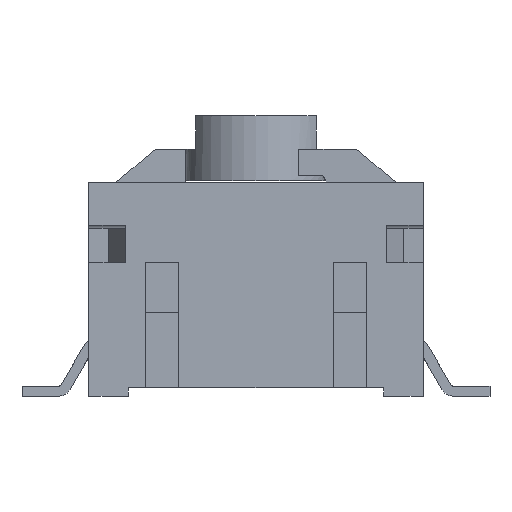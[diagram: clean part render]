
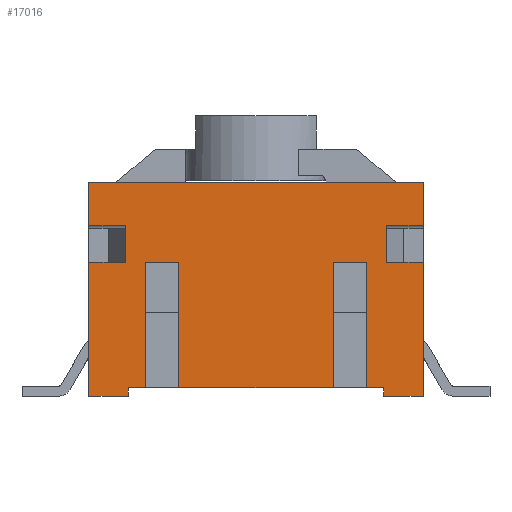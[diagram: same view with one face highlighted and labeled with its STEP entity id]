
A CAD part, front view. The second image highlights one B-rep face of the part: STEP entity #17016.
In plain terms, the highlighted planar face has unit normal (0, -1, 0).
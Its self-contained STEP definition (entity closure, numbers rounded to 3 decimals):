
#2816=CARTESIAN_POINT('',(-5.,-5.,4.));
#2817=VERTEX_POINT('',#2816);
#2824=CARTESIAN_POINT('',(-3.912,-5.,4.));
#2825=VERTEX_POINT('',#2824);
#2826=CARTESIAN_POINT('',(-3.912,-5.,4.));
#2827=DIRECTION('',(-1.0,0.0,0.0));
#2828=VECTOR('',#2827,1.088);
#2829=LINE('',#2826,#2828);
#2830=EDGE_CURVE('',#2825,#2817,#2829,.T.);
#5929=CARTESIAN_POINT('',(-2.31,-5.,4.));
#5930=VERTEX_POINT('',#5929);
#5937=CARTESIAN_POINT('',(-3.31,-5.,4.));
#5938=VERTEX_POINT('',#5937);
#5939=CARTESIAN_POINT('',(-3.31,-5.,4.));
#5940=DIRECTION('',(1.0,0.0,0.0));
#5941=VECTOR('',#5940,1.);
#5942=LINE('',#5939,#5941);
#5943=EDGE_CURVE('',#5938,#5930,#5942,.T.);
#6009=CARTESIAN_POINT('',(3.31,-5.,4.));
#6010=VERTEX_POINT('',#6009);
#6017=CARTESIAN_POINT('',(2.31,-5.,4.));
#6018=VERTEX_POINT('',#6017);
#6019=CARTESIAN_POINT('',(2.31,-5.,4.));
#6020=DIRECTION('',(1.0,0.0,0.0));
#6021=VECTOR('',#6020,1.);
#6022=LINE('',#6019,#6021);
#6023=EDGE_CURVE('',#6018,#6010,#6022,.T.);
#9288=CARTESIAN_POINT('',(-3.912,-5.,5.116));
#9289=VERTEX_POINT('',#9288);
#9297=CARTESIAN_POINT('',(-5.,-5.,5.116));
#9298=VERTEX_POINT('',#9297);
#9299=CARTESIAN_POINT('',(-3.912,-5.,5.116));
#9300=DIRECTION('',(-1.0,0.0,0.0));
#9301=VECTOR('',#9300,1.088);
#9302=LINE('',#9299,#9301);
#9303=EDGE_CURVE('',#9289,#9298,#9302,.T.);
#9373=CARTESIAN_POINT('',(5.,-5.,5.116));
#9374=VERTEX_POINT('',#9373);
#9375=CARTESIAN_POINT('',(3.912,-5.,5.116));
#9376=VERTEX_POINT('',#9375);
#9377=CARTESIAN_POINT('',(5.,-5.,5.116));
#9378=DIRECTION('',(-1.0,0.0,0.0));
#9379=VECTOR('',#9378,1.088);
#9380=LINE('',#9377,#9379);
#9381=EDGE_CURVE('',#9374,#9376,#9380,.T.);
#9532=CARTESIAN_POINT('',(3.912,-5.,4.));
#9533=VERTEX_POINT('',#9532);
#9534=CARTESIAN_POINT('',(3.912,-5.,4.));
#9535=DIRECTION('',(0.0,0.0,1.0));
#9536=VECTOR('',#9535,1.116);
#9537=LINE('',#9534,#9536);
#9538=EDGE_CURVE('',#9533,#9376,#9537,.T.);
#9554=CARTESIAN_POINT('',(-3.912,-5.,4.));
#9555=DIRECTION('',(0.0,0.0,1.0));
#9556=VECTOR('',#9555,1.116);
#9557=LINE('',#9554,#9556);
#9558=EDGE_CURVE('',#2825,#9289,#9557,.T.);
#9779=CARTESIAN_POINT('',(-5.,-5.,6.385));
#9780=VERTEX_POINT('',#9779);
#9781=CARTESIAN_POINT('',(-5.,-5.,6.385));
#9782=DIRECTION('',(0.0,0.0,-1.0));
#9783=VECTOR('',#9782,1.269);
#9784=LINE('',#9781,#9783);
#9785=EDGE_CURVE('',#9780,#9298,#9784,.T.);
#9877=CARTESIAN_POINT('',(5.0,-5.,6.385));
#9878=VERTEX_POINT('',#9877);
#9885=CARTESIAN_POINT('',(5.,-5.,5.116));
#9886=DIRECTION('',(0.0,0.0,1.0));
#9887=VECTOR('',#9886,1.269);
#9888=LINE('',#9885,#9887);
#9889=EDGE_CURVE('',#9374,#9878,#9888,.T.);
#10199=CARTESIAN_POINT('',(-5.,-5.,6.385));
#10200=DIRECTION('',(1.0,0.0,0.0));
#10201=VECTOR('',#10200,10.);
#10202=LINE('',#10199,#10201);
#10203=EDGE_CURVE('',#9780,#9878,#10202,.T.);
#10264=CARTESIAN_POINT('',(5.,-5.0,4.));
#10265=VERTEX_POINT('',#10264);
#10266=CARTESIAN_POINT('',(5.,-5.0,4.));
#10267=DIRECTION('',(-1.0,0.0,0.0));
#10268=VECTOR('',#10267,1.088);
#10269=LINE('',#10266,#10268);
#10270=EDGE_CURVE('',#10265,#9533,#10269,.T.);
#13343=CARTESIAN_POINT('',(2.31,-5.,0.25));
#13344=VERTEX_POINT('',#13343);
#13351=CARTESIAN_POINT('',(-2.31,-5.,0.25));
#13352=VERTEX_POINT('',#13351);
#13353=CARTESIAN_POINT('',(-2.31,-5.,0.25));
#13354=DIRECTION('',(1.0,0.0,0.0));
#13355=VECTOR('',#13354,4.62);
#13356=LINE('',#13353,#13355);
#13357=EDGE_CURVE('',#13352,#13344,#13356,.T.);
#13375=CARTESIAN_POINT('',(-3.31,-5.,0.25));
#13376=VERTEX_POINT('',#13375);
#13383=CARTESIAN_POINT('',(-3.82,-5.,0.25));
#13384=VERTEX_POINT('',#13383);
#13385=CARTESIAN_POINT('',(-3.82,-5.,0.25));
#13386=DIRECTION('',(1.0,0.0,0.0));
#13387=VECTOR('',#13386,0.51);
#13388=LINE('',#13385,#13387);
#13389=EDGE_CURVE('',#13384,#13376,#13388,.T.);
#13503=CARTESIAN_POINT('',(3.82,-5.0,0.25));
#13504=VERTEX_POINT('',#13503);
#13511=CARTESIAN_POINT('',(3.31,-5.,0.25));
#13512=VERTEX_POINT('',#13511);
#13513=CARTESIAN_POINT('',(3.31,-5.0,0.25));
#13514=DIRECTION('',(1.0,0.0,0.0));
#13515=VECTOR('',#13514,0.51);
#13516=LINE('',#13513,#13515);
#13517=EDGE_CURVE('',#13512,#13504,#13516,.T.);
#14048=CARTESIAN_POINT('',(5.,-5.0,0.0));
#14049=VERTEX_POINT('',#14048);
#14050=CARTESIAN_POINT('',(5.,-5.0,0.0));
#14051=DIRECTION('',(0.0,0.0,1.0));
#14052=VECTOR('',#14051,4.);
#14053=LINE('',#14050,#14052);
#14054=EDGE_CURVE('',#14049,#10265,#14053,.T.);
#16709=CARTESIAN_POINT('',(-2.31,-5.,4.));
#16710=DIRECTION('',(0.0,0.0,-1.0));
#16711=VECTOR('',#16710,3.75);
#16712=LINE('',#16709,#16711);
#16713=EDGE_CURVE('',#5930,#13352,#16712,.T.);
#16750=CARTESIAN_POINT('',(3.31,-5.0,4.));
#16751=DIRECTION('',(0.0,0.0,-1.0));
#16752=VECTOR('',#16751,3.75);
#16753=LINE('',#16750,#16752);
#16754=EDGE_CURVE('',#6010,#13512,#16753,.T.);
#16784=CARTESIAN_POINT('',(2.31,-5.0,0.25));
#16785=DIRECTION('',(0.0,0.0,1.0));
#16786=VECTOR('',#16785,3.75);
#16787=LINE('',#16784,#16786);
#16788=EDGE_CURVE('',#13344,#6018,#16787,.T.);
#16803=CARTESIAN_POINT('',(-3.31,-5.,0.25));
#16804=DIRECTION('',(0.0,0.0,1.0));
#16805=VECTOR('',#16804,3.75);
#16806=LINE('',#16803,#16805);
#16807=EDGE_CURVE('',#13376,#5938,#16806,.T.);
#16954=CARTESIAN_POINT('',(5.,-5.0,0.0));
#16955=DIRECTION('',(0.0,-1.0,0.0));
#16956=DIRECTION('',(0.0,0.0,-1.0));
#16957=AXIS2_PLACEMENT_3D('',#16954,#16955,#16956);
#16958=PLANE('',#16957);
#16959=ORIENTED_EDGE('',*,*,#16754,.T.);
#16960=ORIENTED_EDGE('',*,*,#13517,.T.);
#16961=CARTESIAN_POINT('',(3.82,-5.0,0.0));
#16962=VERTEX_POINT('',#16961);
#16963=CARTESIAN_POINT('',(3.82,-5.0,0.25));
#16964=DIRECTION('',(0.0,0.0,-1.0));
#16965=VECTOR('',#16964,0.25);
#16966=LINE('',#16963,#16965);
#16967=EDGE_CURVE('',#13504,#16962,#16966,.T.);
#16968=ORIENTED_EDGE('',*,*,#16967,.T.);
#16969=CARTESIAN_POINT('',(5.,-5.0,0.0));
#16970=DIRECTION('',(-1.0,0.0,0.0));
#16971=VECTOR('',#16970,1.18);
#16972=LINE('',#16969,#16971);
#16973=EDGE_CURVE('',#14049,#16962,#16972,.T.);
#16974=ORIENTED_EDGE('',*,*,#16973,.F.);
#16975=ORIENTED_EDGE('',*,*,#14054,.T.);
#16976=ORIENTED_EDGE('',*,*,#10270,.T.);
#16977=ORIENTED_EDGE('',*,*,#9538,.T.);
#16978=ORIENTED_EDGE('',*,*,#9381,.F.);
#16979=ORIENTED_EDGE('',*,*,#9889,.T.);
#16980=ORIENTED_EDGE('',*,*,#10203,.F.);
#16981=ORIENTED_EDGE('',*,*,#9785,.T.);
#16982=ORIENTED_EDGE('',*,*,#9303,.F.);
#16983=ORIENTED_EDGE('',*,*,#9558,.F.);
#16984=ORIENTED_EDGE('',*,*,#2830,.T.);
#16985=CARTESIAN_POINT('',(-5.,-5.,0.0));
#16986=VERTEX_POINT('',#16985);
#16987=CARTESIAN_POINT('',(-5.,-5.,0.0));
#16988=DIRECTION('',(0.0,0.0,1.0));
#16989=VECTOR('',#16988,4.);
#16990=LINE('',#16987,#16989);
#16991=EDGE_CURVE('',#16986,#2817,#16990,.T.);
#16992=ORIENTED_EDGE('',*,*,#16991,.F.);
#16993=CARTESIAN_POINT('',(-3.82,-5.,0.0));
#16994=VERTEX_POINT('',#16993);
#16995=CARTESIAN_POINT('',(-3.82,-5.,0.0));
#16996=DIRECTION('',(-1.0,0.0,0.0));
#16997=VECTOR('',#16996,1.18);
#16998=LINE('',#16995,#16997);
#16999=EDGE_CURVE('',#16994,#16986,#16998,.T.);
#17000=ORIENTED_EDGE('',*,*,#16999,.F.);
#17001=CARTESIAN_POINT('',(-3.82,-5.,0.0));
#17002=DIRECTION('',(0.0,0.0,1.0));
#17003=VECTOR('',#17002,0.25);
#17004=LINE('',#17001,#17003);
#17005=EDGE_CURVE('',#16994,#13384,#17004,.T.);
#17006=ORIENTED_EDGE('',*,*,#17005,.T.);
#17007=ORIENTED_EDGE('',*,*,#13389,.T.);
#17008=ORIENTED_EDGE('',*,*,#16807,.T.);
#17009=ORIENTED_EDGE('',*,*,#5943,.T.);
#17010=ORIENTED_EDGE('',*,*,#16713,.T.);
#17011=ORIENTED_EDGE('',*,*,#13357,.T.);
#17012=ORIENTED_EDGE('',*,*,#16788,.T.);
#17013=ORIENTED_EDGE('',*,*,#6023,.T.);
#17014=EDGE_LOOP('',(#16959,#16960,#16968,#16974,#16975,#16976,#16977,#16978,#16979,#16980,#16981,#16982,#16983,#16984,#16992,#17000,#17006,#17007,#17008,#17009,#17010,#17011,#17012,#17013));
#17015=FACE_OUTER_BOUND('',#17014,.T.);
#17016=ADVANCED_FACE('',(#17015),#16958,.T.);
